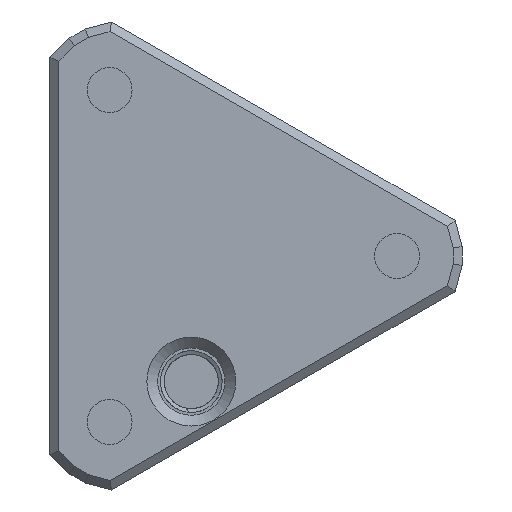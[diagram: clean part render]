
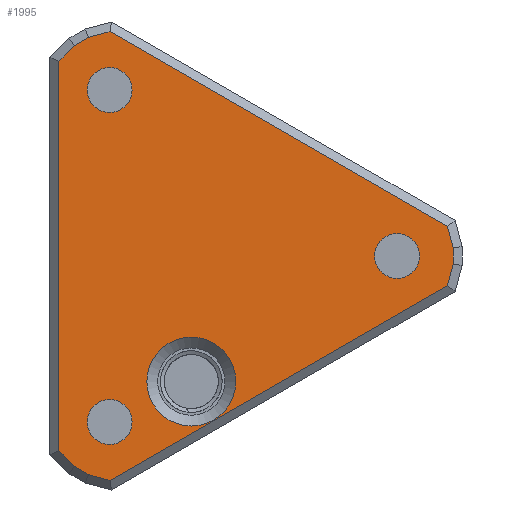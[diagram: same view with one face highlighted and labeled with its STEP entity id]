
A CAD part, front view. The second image highlights one B-rep face of the part: STEP entity #1995.
In plain terms, the highlighted planar face has unit normal (0, -1, 0).
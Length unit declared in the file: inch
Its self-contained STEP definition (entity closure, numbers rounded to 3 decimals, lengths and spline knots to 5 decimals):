
#43=FACE_BOUND('',#724,.T.);
#44=FACE_BOUND('',#725,.T.);
#45=FACE_BOUND('',#726,.T.);
#46=FACE_BOUND('',#727,.T.);
#194=LINE('',#4242,#393);
#196=LINE('',#4246,#395);
#199=LINE('',#4252,#398);
#204=LINE('',#4263,#403);
#206=LINE('',#4268,#405);
#210=LINE('',#4276,#409);
#214=LINE('',#4282,#413);
#215=LINE('',#4285,#414);
#219=LINE('',#4293,#418);
#221=LINE('',#4296,#420);
#224=LINE('',#4302,#423);
#227=LINE('',#4306,#426);
#393=VECTOR('',#2526,0.3937);
#395=VECTOR('',#2530,0.3937);
#398=VECTOR('',#2535,0.3937);
#403=VECTOR('',#2542,0.3937);
#405=VECTOR('',#2546,0.3937);
#409=VECTOR('',#2552,0.3937);
#413=VECTOR('',#2558,0.3937);
#414=VECTOR('',#2561,0.3937);
#418=VECTOR('',#2567,0.3937);
#420=VECTOR('',#2571,0.3937);
#423=VECTOR('',#2576,0.3937);
#426=VECTOR('',#2581,0.3937);
#599=FACE_OUTER_BOUND('',#723,.T.);
#723=EDGE_LOOP('',(#1683,#1684,#1685,#1686,#1687,#1688,#1689,#1690,#1691,
#1692,#1693,#1694));
#724=EDGE_LOOP('',(#1695));
#725=EDGE_LOOP('',(#1696));
#726=EDGE_LOOP('',(#1697));
#727=EDGE_LOOP('',(#1698));
#763=CIRCLE('',#2058,0.25);
#765=CIRCLE('',#2062,0.25);
#767=CIRCLE('',#2066,0.25);
#782=CIRCLE('',#2163,0.495);
#813=VERTEX_POINT('',#3418);
#815=VERTEX_POINT('',#3425);
#817=VERTEX_POINT('',#3432);
#908=VERTEX_POINT('',#4239);
#909=VERTEX_POINT('',#4241);
#910=VERTEX_POINT('',#4245);
#912=VERTEX_POINT('',#4251);
#916=VERTEX_POINT('',#4260);
#917=VERTEX_POINT('',#4262);
#918=VERTEX_POINT('',#4266);
#919=VERTEX_POINT('',#4267);
#922=VERTEX_POINT('',#4275);
#924=VERTEX_POINT('',#4284);
#927=VERTEX_POINT('',#4292);
#929=VERTEX_POINT('',#4301);
#937=VERTEX_POINT('',#4334);
#996=EDGE_CURVE('',#813,#813,#763,.T.);
#999=EDGE_CURVE('',#815,#815,#765,.T.);
#1002=EDGE_CURVE('',#817,#817,#767,.T.);
#1149=EDGE_CURVE('',#908,#909,#194,.T.);
#1151=EDGE_CURVE('',#909,#910,#196,.T.);
#1154=EDGE_CURVE('',#910,#912,#199,.T.);
#1159=EDGE_CURVE('',#916,#917,#204,.T.);
#1161=EDGE_CURVE('',#918,#919,#206,.T.);
#1165=EDGE_CURVE('',#919,#922,#210,.T.);
#1169=EDGE_CURVE('',#922,#916,#214,.T.);
#1170=EDGE_CURVE('',#924,#918,#215,.T.);
#1174=EDGE_CURVE('',#917,#927,#219,.T.);
#1176=EDGE_CURVE('',#912,#924,#221,.T.);
#1179=EDGE_CURVE('',#927,#929,#224,.T.);
#1182=EDGE_CURVE('',#929,#908,#227,.T.);
#1196=EDGE_CURVE('',#937,#937,#782,.T.);
#1683=ORIENTED_EDGE('',*,*,#1161,.F.);
#1684=ORIENTED_EDGE('',*,*,#1170,.F.);
#1685=ORIENTED_EDGE('',*,*,#1176,.F.);
#1686=ORIENTED_EDGE('',*,*,#1154,.F.);
#1687=ORIENTED_EDGE('',*,*,#1151,.F.);
#1688=ORIENTED_EDGE('',*,*,#1149,.F.);
#1689=ORIENTED_EDGE('',*,*,#1182,.F.);
#1690=ORIENTED_EDGE('',*,*,#1179,.F.);
#1691=ORIENTED_EDGE('',*,*,#1174,.F.);
#1692=ORIENTED_EDGE('',*,*,#1159,.F.);
#1693=ORIENTED_EDGE('',*,*,#1169,.F.);
#1694=ORIENTED_EDGE('',*,*,#1165,.F.);
#1695=ORIENTED_EDGE('',*,*,#996,.T.);
#1696=ORIENTED_EDGE('',*,*,#999,.T.);
#1697=ORIENTED_EDGE('',*,*,#1002,.T.);
#1698=ORIENTED_EDGE('',*,*,#1196,.F.);
#1879=PLANE('',#2162);
#1995=ADVANCED_FACE('',(#599,#43,#44,#45,#46),#1879,.T.);
#2058=AXIS2_PLACEMENT_3D('',#3419,#2249,#2250);
#2062=AXIS2_PLACEMENT_3D('',#3426,#2258,#2259);
#2066=AXIS2_PLACEMENT_3D('',#3433,#2267,#2268);
#2162=AXIS2_PLACEMENT_3D('',#4333,#2607,#2608);
#2163=AXIS2_PLACEMENT_3D('',#4335,#2609,#2610);
#2249=DIRECTION('center_axis',(0.,1.,0.));
#2250=DIRECTION('ref_axis',(1.,0.,0.));
#2258=DIRECTION('center_axis',(0.,1.,0.));
#2259=DIRECTION('ref_axis',(1.,0.,0.));
#2267=DIRECTION('center_axis',(0.,1.,0.));
#2268=DIRECTION('ref_axis',(1.,0.,0.));
#2526=DIRECTION('',(0.,0.,-1.));
#2530=DIRECTION('',(-0.259,0.,-0.966));
#2535=DIRECTION('',(-0.866,0.,-0.5));
#2542=DIRECTION('',(0.866,0.,0.5));
#2546=DIRECTION('',(-0.707,0.,0.707));
#2552=DIRECTION('',(0.,0.,1.));
#2558=DIRECTION('',(0.707,0.,0.707));
#2561=DIRECTION('',(-0.866,0.,0.5));
#2567=DIRECTION('',(0.966,0.,0.259));
#2571=DIRECTION('',(-0.966,0.,0.259));
#2576=DIRECTION('',(0.866,0.,-0.5));
#2581=DIRECTION('',(0.259,0.,-0.966));
#2607=DIRECTION('center_axis',(0.,-1.,0.));
#2608=DIRECTION('ref_axis',(1.,0.,0.));
#2609=DIRECTION('center_axis',(0.,-1.,0.));
#2610=DIRECTION('ref_axis',(1.,0.,0.));
#3418=CARTESIAN_POINT('',(-6.50563,-7.8,-1.84787));
#3419=CARTESIAN_POINT('Origin',(-6.25563,-7.8,-1.84787));
#3425=CARTESIAN_POINT('',(-6.50563,-7.8,1.84787));
#3426=CARTESIAN_POINT('Origin',(-6.25563,-7.8,1.84787));
#3432=CARTESIAN_POINT('',(-3.30502,-7.8,0.));
#3433=CARTESIAN_POINT('Origin',(-3.05502,-7.8,0.));
#4239=CARTESIAN_POINT('',(-2.43087,-7.8,0.09189));
#4241=CARTESIAN_POINT('',(-2.43087,-7.8,-0.09189));
#4242=CARTESIAN_POINT('',(-2.43087,-7.8,0.));
#4245=CARTESIAN_POINT('',(-2.49439,-7.8,-0.32894));
#4246=CARTESIAN_POINT('',(-2.51987,-7.8,-0.42403));
#4251=CARTESIAN_POINT('',(-6.25107,-7.8,-2.49786));
#4252=CARTESIAN_POINT('',(-2.74894,-7.8,-0.4759));
#4260=CARTESIAN_POINT('',(-6.64728,-7.8,2.34245));
#4262=CARTESIAN_POINT('',(-6.48812,-7.8,2.43434));
#4263=CARTESIAN_POINT('',(-6.24294,-7.8,2.5759));
#4266=CARTESIAN_POINT('',(-6.64728,-7.8,-2.34245));
#4267=CARTESIAN_POINT('',(-6.82081,-7.8,-2.16892));
#4268=CARTESIAN_POINT('',(-6.75316,-7.8,-2.23657));
#4275=CARTESIAN_POINT('',(-6.82081,-7.8,2.16892));
#4276=CARTESIAN_POINT('',(-6.82081,-7.8,-1.5));
#4282=CARTESIAN_POINT('',(-6.6471,-7.8,2.34263));
#4284=CARTESIAN_POINT('',(-6.48812,-7.8,-2.43434));
#4285=CARTESIAN_POINT('',(-6.24294,-7.8,-2.5759));
#4292=CARTESIAN_POINT('',(-6.25107,-7.8,2.49786));
#4293=CARTESIAN_POINT('',(-5.64372,-7.8,2.6606));
#4296=CARTESIAN_POINT('',(-5.78861,-7.8,-2.62178));
#4301=CARTESIAN_POINT('',(-2.49439,-7.8,0.32894));
#4302=CARTESIAN_POINT('',(-5.34701,-7.8,1.9759));
#4306=CARTESIAN_POINT('',(-2.48105,-7.8,0.27914));
#4333=CARTESIAN_POINT('Origin',(-4.32273,-7.8,0.));
#4334=CARTESIAN_POINT('',(-5.84136,-7.8,-1.39817));
#4335=CARTESIAN_POINT('Origin',(-5.34636,-7.8,-1.39817));
